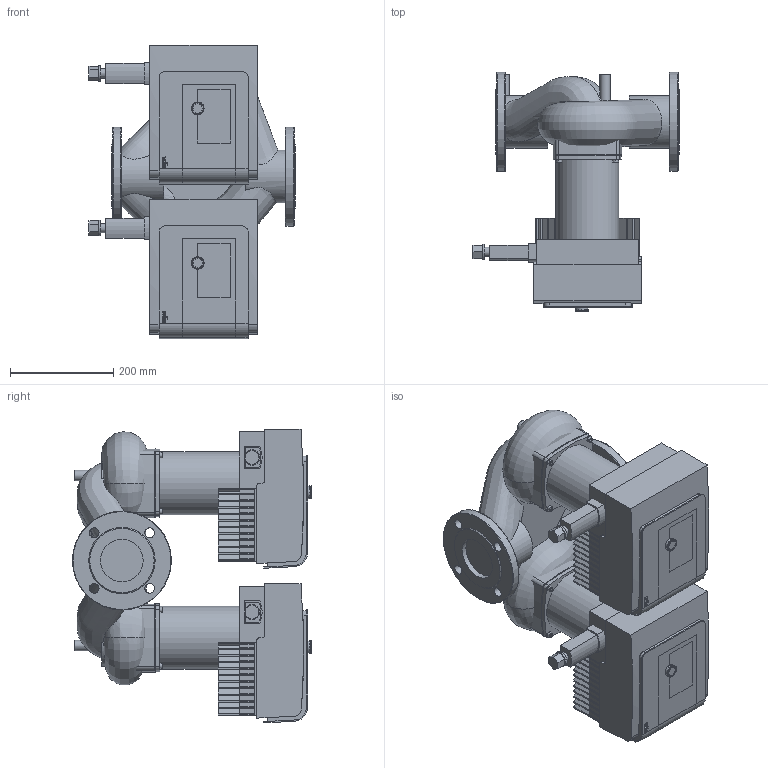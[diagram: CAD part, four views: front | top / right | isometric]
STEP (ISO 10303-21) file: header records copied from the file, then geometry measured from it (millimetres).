
FILE_DESCRIPTION(/* description */ (''),/* implementation_level */ '2;1');
FILE_NAME(/* name */ '3d_StratosMAXO-D3x3-20145PSI-2164620_in.stp',/* time_stamp */ '2020-07-30T08:47:44-05:00',/* author */ ('faliszekte'),/* organization */ (''),/* preprocessor_version */ 'ST-DEVELOPER v18.1',/* originating_system */ 'Autodesk Inventor 2021',/* authorisation */ '');
FILE_SCHEMA (('AUTOMOTIVE_DESIGN { 1 0 10303 214 3 1 1 }'));
Length unit declared in the file: inch
Products named in the file (1): 3d_StratosMAXO-D3x3-20145PSI-2164620_in
Bounding box: 400 x 464.05 x 570 mm (x, y, z)
Volume: 29417234.1 mm3; surface area: 2187944 mm2
Topology: 29 solids, 29 shells, 1484 faces, 3821 edges, 2398 vertices
Faces by surface type: plane 828, cylinder 405, sphere 96, torus 76, bspline 61, cone 18
Full cylindrical faces by diameter (mm): 10 x11, 18 x3, 19 x8, 20 x2, 24 x2, 30 x2, 82.6 x2, 102.235 x1, 122 x2, 192.1 x2
Entity records: 68396 total; most frequent: CARTESIAN_POINT 32241, ORIENTED_EDGE 7578, DIRECTION 7388, EDGE_CURVE 3789, LINE 2578, VECTOR 2578, AXIS2_PLACEMENT_3D 2405, VERTEX_POINT 2398
